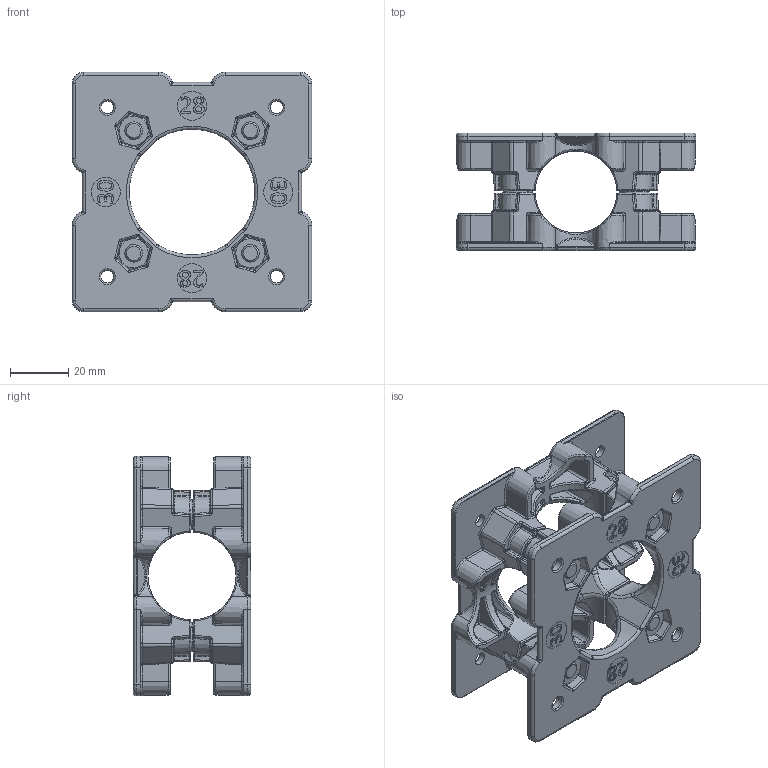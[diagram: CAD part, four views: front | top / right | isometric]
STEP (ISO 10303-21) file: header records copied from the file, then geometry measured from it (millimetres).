
FILE_DESCRIPTION(/* description */ (''),/* implementation_level */ '2;1');
FILE_NAME(/* name */ '13618_Einhaengeplatte_D28_D30_inkl_Befestigungssatz.stp',/* time_stamp */ '2018-04-24T10:53:08+02:00',/* author */ ('kostic'),/* organization */ (''),/* preprocessor_version */ 'ST-DEVELOPER v16.1',/* originating_system */ 'Autodesk Inventor 2016',/* authorisation */ '');
FILE_SCHEMA (('AUTOMOTIVE_DESIGN { 1 0 10303 214 3 1 1 }'));
Products named in the file (4): 01_KriTec_Einhaengeplatte_D28_D30; 02_ISO4762_M6x30; 03_ISO4032_M6; 13618_Einhaengeplatte_D28_D30_inkl_Befestigungssatz
Assembly tree (10 placements, depth 2):
  13618_Einhaengeplatte_D28_D30_inkl_Befestigungssatz
    01_KriTec_Einhaengeplatte_D28_D30  x2
    02_ISO4762_M6x30  x4
    03_ISO4032_M6  x4
Bounding box: 82.06 x 40.2 x 82.06 mm (x, y, z)
Volume: 66838.4 mm3; surface area: 46580.4 mm2
Topology: 10 solids, 10 shells, 3432 faces, 8012 edges, 4600 vertices
Faces by surface type: bspline 1124, cylinder 800, plane 534, cone 456, torus 414, sphere 104
Full cylindrical faces by diameter (mm): 5 x4, 6 x8, 10 x12
Entity records: 68445 total; most frequent: CARTESIAN_POINT 31676, ORIENTED_EDGE 7638, DIRECTION 6988, EDGE_CURVE 3819, AXIS2_PLACEMENT_3D 2921, VERTEX_POINT 2231, EDGE_LOOP 1768, STYLED_ITEM 1674
